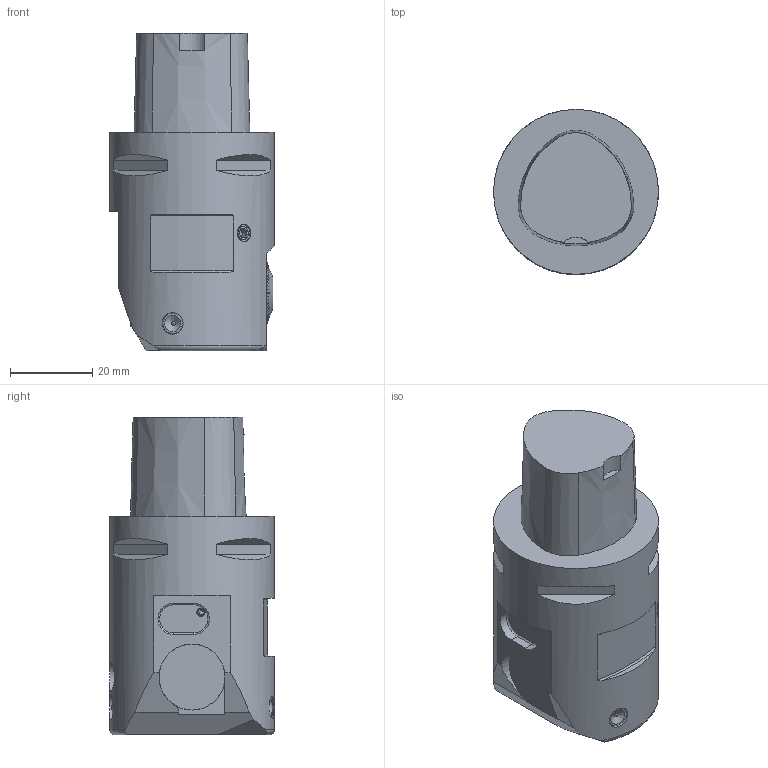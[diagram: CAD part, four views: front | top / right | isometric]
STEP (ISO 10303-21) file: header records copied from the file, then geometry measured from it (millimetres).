
FILE_DESCRIPTION(/* description */ (''),/* implementation_level */ '2;1');
FILE_NAME(/* name */ '1694594321657.stp',/* time_stamp */ '2023-09-13T10:38:46+02:00',/* author */ (''),/* organization */ ('SMS'),/* preprocessor_version */ 'ST-DEVELOPER v16.7',/* originating_system */ 'SIEMENS PLM Software NX 12.0',/* authorisation */ '');
FILE_SCHEMA (('AUTOMOTIVE_DESIGN { 1 0 10303 214 3 1 1 1 }'));
Length unit declared in the file: millimetre
Products named in the file (1): 111166009mod000_02
Bounding box: 40 x 40 x 77 mm (x, y, z)
Volume: 5581.5 mm3; surface area: 14822.5 mm2
Topology: 1 solids, 2 shells, 348 faces, 953 edges, 631 vertices
Faces by surface type: plane 285, cylinder 30, cone 24, torus 6, sphere 3
Full cylindrical faces by diameter (mm): 1 x1, 2 x1, 2.16 x1, 3 x2, 3.05 x1, 3.3 x1, 3.6 x1, 4.2 x1, 5 x1, 5.25 x1, 6 x2, 6.015 x1, 7 x1, 16 x2, 40 x1
Entity records: 11063 total; most frequent: CARTESIAN_POINT 2475, ORIENTED_EDGE 1790, DIRECTION 1676, EDGE_CURVE 895, LINE 638, VECTOR 638, VERTEX_POINT 606, AXIS2_PLACEMENT_3D 519
